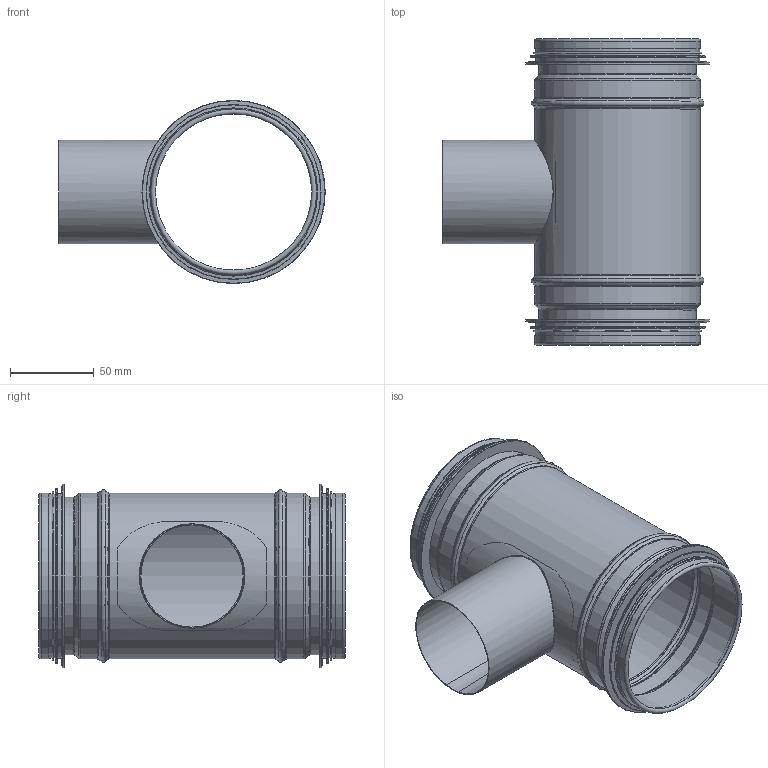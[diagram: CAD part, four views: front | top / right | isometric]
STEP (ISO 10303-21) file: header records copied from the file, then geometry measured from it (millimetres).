
FILE_DESCRIPTION((''),'2;1');
FILE_NAME('HTK_100-63.stp','2014-02-20T15:48:15',(''),(''),'Autodesk Inventor 2013','Autodesk Inventor 2013','');
FILE_SCHEMA(('AUTOMOTIVE_DESIGN { 1 2 10303 214 0 1 1 1 }'));
Length unit declared in the file: millimetre
Products named in the file (5): HTK_100-63; HTKRörämne_100-63; 999003; HPS_100-63; HPSRörämne_100-63
Assembly tree (5 placements, depth 3):
  HTK_100-63
    HTKRörämne_100-63
    999003  x2
    HPS_100-63
      HPSRörämne_100-63
Bounding box: 159.12 x 183 x 109.45 mm (x, y, z)
Volume: 57380.3 mm3; surface area: 177229 mm2
Topology: 4 solids, 4 shells, 115 faces, 245 edges, 142 vertices
Faces by surface type: cylinder 40, torus 36, plane 19, cone 18, bspline 2
Full cylindrical faces by diameter (mm): 61.05 x1, 62.05 x1, 93.25 x2, 94.25 x2, 95.45 x2, 98.05 x11, 99.05 x5, 104.45 x2, 109.45 x2
Entity records: 3135 total; most frequent: CARTESIAN_POINT 1061, DIRECTION 402, ORIENTED_EDGE 280, AXIS2_PLACEMENT_3D 193, EDGE_LOOP 176, EDGE_CURVE 140, VERTEX_POINT 118, STYLED_ITEM 99
